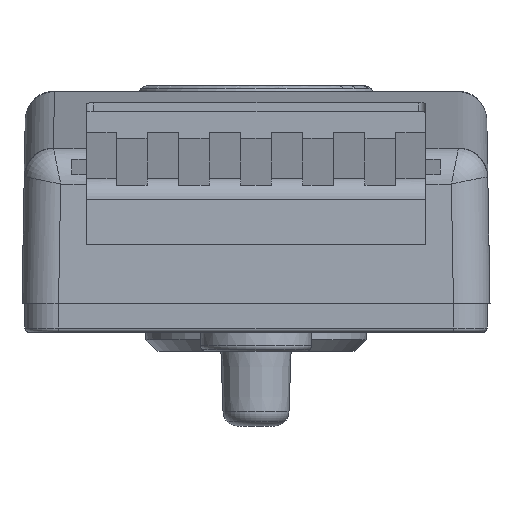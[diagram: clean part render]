
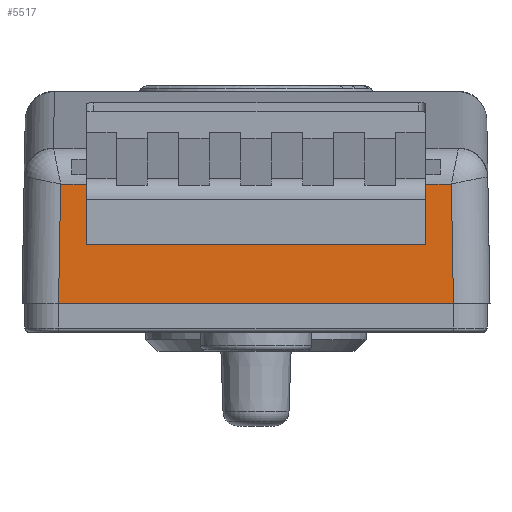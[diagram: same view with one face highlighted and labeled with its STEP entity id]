
A CAD part, front view. The second image highlights one B-rep face of the part: STEP entity #5517.
In plain terms, the highlighted planar face has unit normal (0, -1, 0.018).
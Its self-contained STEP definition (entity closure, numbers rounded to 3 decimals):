
#354 = ORIENTED_EDGE ( 'NONE', *, *, #14550, .F. ) ;
#800 = CARTESIAN_POINT ( 'NONE',  ( 301.117, -206.143, -33.343 ) ) ;
#1509 = ORIENTED_EDGE ( 'NONE', *, *, #26116, .T. ) ;
#1998 = ORIENTED_EDGE ( 'NONE', *, *, #4062, .F. ) ;
#2228 = DIRECTION ( 'NONE',  ( 1., 0., 0. ) ) ;
#2302 = FACE_OUTER_BOUND ( 'NONE', #6697, .T. ) ;
#2448 = ORIENTED_EDGE ( 'NONE', *, *, #22799, .F. ) ;
#3081 = DIRECTION ( 'NONE',  ( 1., 0., 0. ) ) ;
#3267 = VERTEX_POINT ( 'NONE', #20563 ) ;
#3874 = LINE ( 'NONE', #23422, #23916 ) ;
#4062 = EDGE_CURVE ( 'NONE', #16064, #11749, #16457, .T. ) ;
#4124 = CARTESIAN_POINT ( 'NONE',  ( 299.359, -206.216, -37.485 ) ) ;
#4386 = DIRECTION ( 'NONE',  ( -0.017, 0.017, 1. ) ) ;
#4505 = DIRECTION ( 'NONE',  ( -0.017, -0.017, -1. ) ) ;
#4909 = CARTESIAN_POINT ( 'NONE',  ( 299.359, -206.143, -33.343 ) ) ;
#4965 = CARTESIAN_POINT ( 'NONE',  ( 276.159, -206.216, -37.485 ) ) ;
#5041 = DIRECTION ( 'NONE',  ( 0., -1., 0.017 ) ) ;
#5517 = ADVANCED_FACE ( 'NONE', ( #2302 ), #24421, .T. ) ;
#5936 = ORIENTED_EDGE ( 'NONE', *, *, #16402, .F. ) ;
#6697 = EDGE_LOOP ( 'NONE', ( #1509, #5936, #2448, #14786, #1998, #354, #24847, #13867 ) ) ;
#6772 = VECTOR ( 'NONE', #20462, 1000. ) ;
#7355 = LINE ( 'NONE', #4965, #30782 ) ;
#7589 = CARTESIAN_POINT ( 'NONE',  ( 271.759, -206.285, -41.485 ) ) ;
#8029 = LINE ( 'NONE', #17492, #30580 ) ;
#8627 = VECTOR ( 'NONE', #9231, 1000. ) ;
#9231 = DIRECTION ( 'NONE',  ( 0., -0.017, -1. ) ) ;
#9384 = LINE ( 'NONE', #4124, #15106 ) ;
#11394 = CARTESIAN_POINT ( 'NONE',  ( 299.359, -206.216, -37.485 ) ) ;
#11467 = CARTESIAN_POINT ( 'NONE',  ( 301.259, -206.285, -41.485 ) ) ;
#11479 = VECTOR ( 'NONE', #29673, 1000. ) ;
#11731 = EDGE_CURVE ( 'NONE', #11749, #19163, #7355, .T. ) ;
#11749 = VERTEX_POINT ( 'NONE', #26580 ) ;
#12532 = CARTESIAN_POINT ( 'NONE',  ( 299.359, -206.143, -33.343 ) ) ;
#12561 = DIRECTION ( 'NONE',  ( -1., 0., 0. ) ) ;
#12923 = LINE ( 'NONE', #24939, #6772 ) ;
#13867 = ORIENTED_EDGE ( 'NONE', *, *, #25501, .T. ) ;
#13885 = DIRECTION ( 'NONE',  ( 0., 0.017, 1. ) ) ;
#14550 = EDGE_CURVE ( 'NONE', #3267, #16064, #12923, .T. ) ;
#14786 = ORIENTED_EDGE ( 'NONE', *, *, #11731, .F. ) ;
#15106 = VECTOR ( 'NONE', #13885, 1000. ) ;
#15904 = VERTEX_POINT ( 'NONE', #11467 ) ;
#16064 = VERTEX_POINT ( 'NONE', #31316 ) ;
#16402 = EDGE_CURVE ( 'NONE', #31522, #23407, #19743, .T. ) ;
#16457 = LINE ( 'NONE', #26061, #8627 ) ;
#17492 = CARTESIAN_POINT ( 'NONE',  ( 274.259, -206.285, -41.485 ) ) ;
#18733 = VERTEX_POINT ( 'NONE', #25106 ) ;
#19163 = VERTEX_POINT ( 'NONE', #11394 ) ;
#19445 = AXIS2_PLACEMENT_3D ( 'NONE', #7589, #5041, #12561 ) ;
#19743 = LINE ( 'NONE', #12532, #11479 ) ;
#20462 = DIRECTION ( 'NONE',  ( 1., 0., 0. ) ) ;
#20563 = CARTESIAN_POINT ( 'NONE',  ( 274.401, -206.143, -33.343 ) ) ;
#21085 = EDGE_CURVE ( 'NONE', #3267, #18733, #3874, .T. ) ;
#22799 = EDGE_CURVE ( 'NONE', #19163, #31522, #9384, .T. ) ;
#23407 = VERTEX_POINT ( 'NONE', #800 ) ;
#23422 = CARTESIAN_POINT ( 'NONE',  ( 274.401, -206.143, -33.343 ) ) ;
#23916 = VECTOR ( 'NONE', #4505, 1000. ) ;
#23961 = VECTOR ( 'NONE', #4386, 1000. ) ;
#24421 = PLANE ( 'NONE',  #19445 ) ;
#24847 = ORIENTED_EDGE ( 'NONE', *, *, #21085, .T. ) ;
#24939 = CARTESIAN_POINT ( 'NONE',  ( 274.401, -206.143, -33.343 ) ) ;
#25106 = CARTESIAN_POINT ( 'NONE',  ( 274.259, -206.285, -41.485 ) ) ;
#25501 = EDGE_CURVE ( 'NONE', #18733, #15904, #8029, .T. ) ;
#26061 = CARTESIAN_POINT ( 'NONE',  ( 276.159, -206.143, -33.343 ) ) ;
#26116 = EDGE_CURVE ( 'NONE', #15904, #23407, #30826, .T. ) ;
#26580 = CARTESIAN_POINT ( 'NONE',  ( 276.159, -206.216, -37.485 ) ) ;
#29673 = DIRECTION ( 'NONE',  ( 1., 0., 0. ) ) ;
#30580 = VECTOR ( 'NONE', #3081, 1000. ) ;
#30782 = VECTOR ( 'NONE', #2228, 1000. ) ;
#30826 = LINE ( 'NONE', #31135, #23961 ) ;
#31135 = CARTESIAN_POINT ( 'NONE',  ( 301.259, -206.285, -41.485 ) ) ;
#31316 = CARTESIAN_POINT ( 'NONE',  ( 276.159, -206.143, -33.343 ) ) ;
#31522 = VERTEX_POINT ( 'NONE', #4909 ) ;
